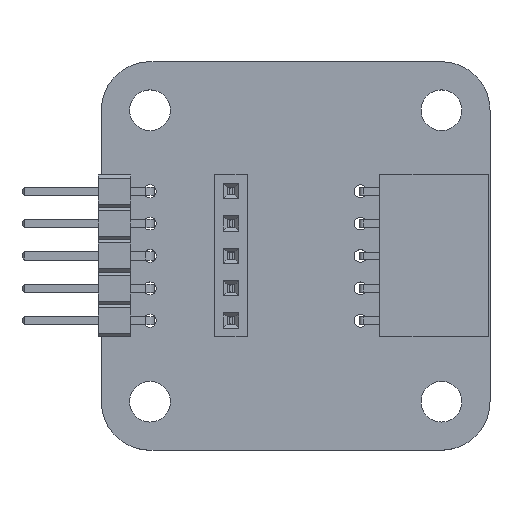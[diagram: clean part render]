
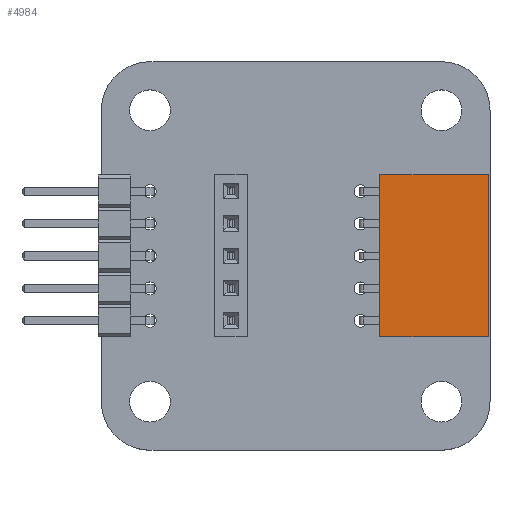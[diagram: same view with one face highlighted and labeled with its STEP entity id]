
A CAD part, top view. The second image highlights one B-rep face of the part: STEP entity #4984.
In plain terms, the highlighted planar face has unit normal (0, 0, 1).
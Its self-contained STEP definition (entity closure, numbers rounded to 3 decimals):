
#4984 = ADVANCED_FACE('',(#4985),#5019,.F.);
#4985 = FACE_BOUND('',#4986,.F.);
#4986 = EDGE_LOOP('',(#4987,#4997,#5005,#5013));
#4987 = ORIENTED_EDGE('',*,*,#4988,.T.);
#4988 = EDGE_CURVE('',#4989,#4991,#4993,.T.);
#4989 = VERTEX_POINT('',#4990);
#4990 = CARTESIAN_POINT('',(-1.52,-11.43,2.54));
#4991 = VERTEX_POINT('',#4992);
#4992 = CARTESIAN_POINT('',(-10.03,-11.43,2.54));
#4993 = LINE('',#4994,#4995);
#4994 = CARTESIAN_POINT('',(-1.52,-11.43,2.54));
#4995 = VECTOR('',#4996,1.);
#4996 = DIRECTION('',(-1.,0.,0.));
#4997 = ORIENTED_EDGE('',*,*,#4998,.T.);
#4998 = EDGE_CURVE('',#4991,#4999,#5001,.T.);
#4999 = VERTEX_POINT('',#5000);
#5000 = CARTESIAN_POINT('',(-10.03,1.27,2.54));
#5001 = LINE('',#5002,#5003);
#5002 = CARTESIAN_POINT('',(-10.03,-11.43,2.54));
#5003 = VECTOR('',#5004,1.);
#5004 = DIRECTION('',(0.,1.,0.));
#5005 = ORIENTED_EDGE('',*,*,#5006,.F.);
#5006 = EDGE_CURVE('',#5007,#4999,#5009,.T.);
#5007 = VERTEX_POINT('',#5008);
#5008 = CARTESIAN_POINT('',(-1.52,1.27,2.54));
#5009 = LINE('',#5010,#5011);
#5010 = CARTESIAN_POINT('',(-1.52,1.27,2.54));
#5011 = VECTOR('',#5012,1.);
#5012 = DIRECTION('',(-1.,0.,0.));
#5013 = ORIENTED_EDGE('',*,*,#5014,.F.);
#5014 = EDGE_CURVE('',#4989,#5007,#5015,.T.);
#5015 = LINE('',#5016,#5017);
#5016 = CARTESIAN_POINT('',(-1.52,-11.43,2.54));
#5017 = VECTOR('',#5018,1.);
#5018 = DIRECTION('',(0.,1.,0.));
#5019 = PLANE('',#5020);
#5020 = AXIS2_PLACEMENT_3D('',#5021,#5022,#5023);
#5021 = CARTESIAN_POINT('',(-1.52,-11.43,2.54));
#5022 = DIRECTION('',(0.,0.,-1.));
#5023 = DIRECTION('',(0.,1.,0.));
